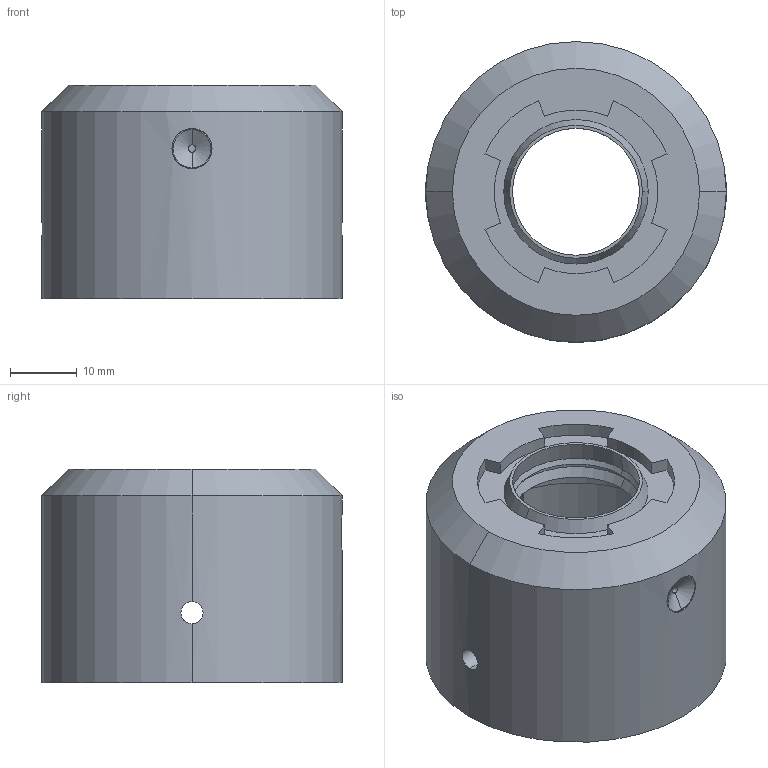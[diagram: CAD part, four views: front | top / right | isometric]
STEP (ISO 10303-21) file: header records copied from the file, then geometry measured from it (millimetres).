
FILE_DESCRIPTION (( 'STEP AP214' ), '1' );
FILE_NAME ('PA01-37!19-F.STEP', '2008-04-09T10:13:23', ( 'Ausderau' ), ( 'NTI AG' ), 'SwSTEP 2.0', 'SolidWorks 2005037', '' );
FILE_SCHEMA (( 'AUTOMOTIVE_DESIGN' ));
Length unit declared in the file: millimetre
Products named in the file (1): PA01-37!19-F
Bounding box: 45 x 45 x 32 mm (x, y, z)
Volume: 20567.3 mm3; surface area: 10646.7 mm2
Topology: 1 solids, 1 shells, 84 faces, 222 edges, 140 vertices
Faces by surface type: cylinder 41, plane 27, cone 14, torus 2
Entity records: 3247 total; most frequent: CARTESIAN_POINT 771, DIRECTION 468, ORIENTED_EDGE 444, EDGE_CURVE 222, AXIS2_PLACEMENT_3D 175, VERTEX_POINT 140, VECTOR 118, LINE 118
